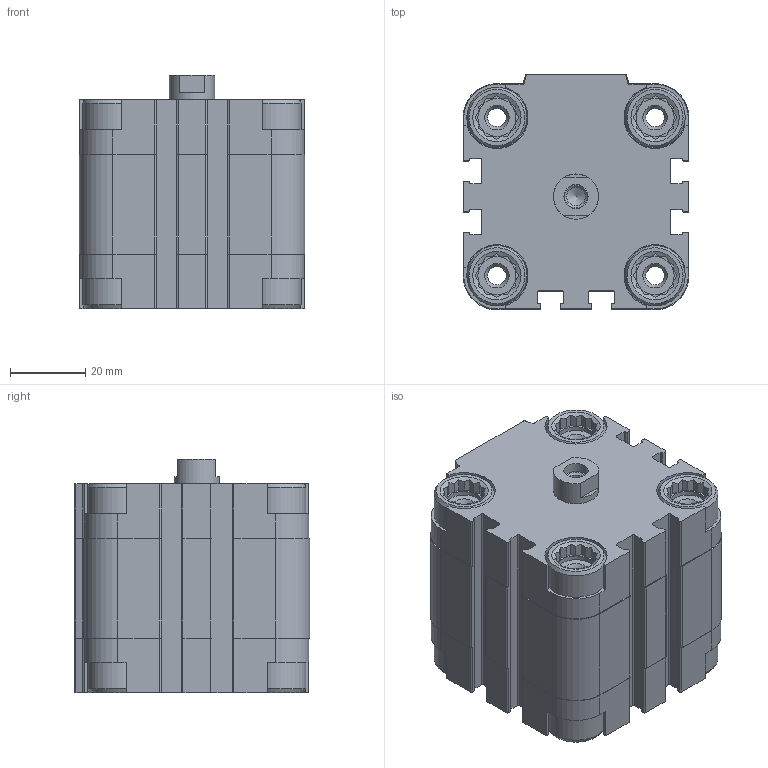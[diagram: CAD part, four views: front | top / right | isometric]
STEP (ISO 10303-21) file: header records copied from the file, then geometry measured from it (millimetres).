
FILE_DESCRIPTION(/* description */ ('STEP AP214'),/* implementation_level */ '2;1');
FILE_NAME(/* name */ '156541_ADVU-40-10-P-A',/* time_stamp */ '2024-08-02T16:06:01+02:00',/* author */ ('License CC BY-ND 4.0'),/* organization */ ('CADENAS'),/* preprocessor_version */ 'ST-DEVELOPER v19.3',/* originating_system */ 'PARTsolutions',/* authorisation */ ' ');
FILE_SCHEMA (('AUTOMOTIVE_DESIGN {1 0 10303 214 3 1 1}'));
Length unit declared in the file: millimetre
Products named in the file (3): 156541 ADVU-40-10-P-A---(0); 156541 ADVU-40-10-P-A---(ZR); 156541 ADVU-40-10-P-A---(KS)
Assembly tree (2 placements, depth 2):
  156541 ADVU-40-10-P-A---(0)
    156541 ADVU-40-10-P-A---(ZR)
    156541 ADVU-40-10-P-A---(KS)
Bounding box: 60 x 62.5 x 62 mm (x, y, z)
Volume: 164383.2 mm3; surface area: 42997.4 mm2
Topology: 2 solids, 2 shells, 637 faces, 1720 edges, 1124 vertices
Faces by surface type: plane 417, cylinder 189, cone 31
Full cylindrical faces by diameter (mm): 4.917 x9, 6 x1, 6.4 x1, 8.4 x4, 8.566 x2, 10.1 x8, 12 x2, 16 x8, 40 x2
Entity records: 19700 total; most frequent: CARTESIAN_POINT 3965, ORIENTED_EDGE 3274, DIRECTION 3134, EDGE_CURVE 1637, VERTEX_POINT 1112, AXIS2_PLACEMENT_3D 1049, LINE 1036, VECTOR 1036
